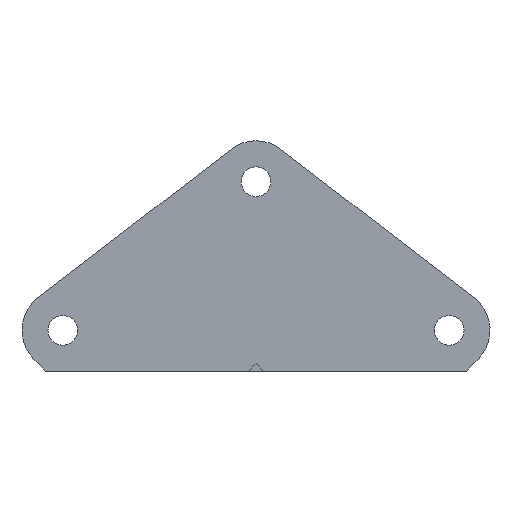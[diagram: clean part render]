
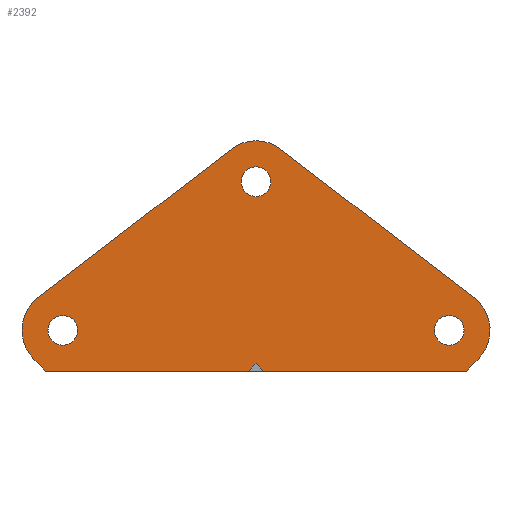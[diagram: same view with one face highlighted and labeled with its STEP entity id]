
A CAD part, left-side view. The second image highlights one B-rep face of the part: STEP entity #2392.
In plain terms, the highlighted planar face has unit normal (-1, 0, 0).
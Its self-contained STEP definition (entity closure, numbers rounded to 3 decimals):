
#1001=AXIS2_PLACEMENT_3D('Circle Axis2P3D',#999,#1000,$) ;
#1049=AXIS2_PLACEMENT_3D('Circle Axis2P3D',#1047,#1048,$) ;
#1097=AXIS2_PLACEMENT_3D('Circle Axis2P3D',#1095,#1096,$) ;
#1584=AXIS2_PLACEMENT_3D('Circle Axis2P3D',#1582,#1583,$) ;
#1608=AXIS2_PLACEMENT_3D('Circle Axis2P3D',#1606,#1607,$) ;
#1641=AXIS2_PLACEMENT_3D('Circle Axis2P3D',#1639,#1640,$) ;
#1665=AXIS2_PLACEMENT_3D('Circle Axis2P3D',#1663,#1664,$) ;
#1698=AXIS2_PLACEMENT_3D('Circle Axis2P3D',#1696,#1697,$) ;
#1722=AXIS2_PLACEMENT_3D('Circle Axis2P3D',#1720,#1721,$) ;
#2353=AXIS2_PLACEMENT_3D('Plane Axis2P3D',#2350,#2351,#2352) ;
#770=CARTESIAN_POINT('Vertex',(0.,-29.889,1.611)) ;
#773=CARTESIAN_POINT('Line Origine',(0.,-29.084,0.805)) ;
#777=CARTESIAN_POINT('Vertex',(0.,-28.278,0.)) ;
#801=CARTESIAN_POINT('Vertex',(0.,28.278,0.)) ;
#804=CARTESIAN_POINT('Line Origine',(0.,29.084,0.805)) ;
#808=CARTESIAN_POINT('Vertex',(0.,29.889,1.611)) ;
#999=CARTESIAN_POINT('Axis2P3D Location',(0.,26.,5.5)) ;
#1003=CARTESIAN_POINT('Vertex',(0.,29.353,9.859)) ;
#1023=CARTESIAN_POINT('Line Origine',(0.,16.353,19.859)) ;
#1027=CARTESIAN_POINT('Vertex',(0.,3.353,29.859)) ;
#1047=CARTESIAN_POINT('Axis2P3D Location',(0.,0.,25.5)) ;
#1051=CARTESIAN_POINT('Vertex',(0.,-3.353,29.859)) ;
#1071=CARTESIAN_POINT('Line Origine',(0.,-16.353,19.859)) ;
#1075=CARTESIAN_POINT('Vertex',(0.,-29.353,9.859)) ;
#1095=CARTESIAN_POINT('Axis2P3D Location',(0.,-26.,5.5)) ;
#1579=CARTESIAN_POINT('Vertex',(0.,0.,23.5)) ;
#1582=CARTESIAN_POINT('Axis2P3D Location',(0.,0.,25.5)) ;
#1586=CARTESIAN_POINT('Vertex',(0.,0.,27.5)) ;
#1606=CARTESIAN_POINT('Axis2P3D Location',(0.,0.,25.5)) ;
#1636=CARTESIAN_POINT('Vertex',(0.,26.,7.5)) ;
#1639=CARTESIAN_POINT('Axis2P3D Location',(0.,26.,5.5)) ;
#1643=CARTESIAN_POINT('Vertex',(0.,26.,3.5)) ;
#1663=CARTESIAN_POINT('Axis2P3D Location',(0.,26.,5.5)) ;
#1693=CARTESIAN_POINT('Vertex',(0.,-26.,7.5)) ;
#1696=CARTESIAN_POINT('Axis2P3D Location',(0.,-26.,5.5)) ;
#1700=CARTESIAN_POINT('Vertex',(0.,-26.,3.5)) ;
#1720=CARTESIAN_POINT('Axis2P3D Location',(0.,-26.,5.5)) ;
#2282=CARTESIAN_POINT('Line Origine',(0.,14.639,0.)) ;
#2286=CARTESIAN_POINT('Vertex',(0.,1.,0.)) ;
#2289=CARTESIAN_POINT('Line Origine',(0.,-14.639,0.)) ;
#2293=CARTESIAN_POINT('Vertex',(0.,-1.,0.)) ;
#2350=CARTESIAN_POINT('Axis2P3D Location',(0.,21.5,0.)) ;
#2355=CARTESIAN_POINT('Line Origine',(0.,0.5,0.5)) ;
#2359=CARTESIAN_POINT('Vertex',(0.,0.,1.)) ;
#2362=CARTESIAN_POINT('Line Origine',(0.,-0.5,0.5)) ;
#774=DIRECTION('Vector Direction',(0.,0.707,-0.707)) ;
#805=DIRECTION('Vector Direction',(0.,-0.707,-0.707)) ;
#1000=DIRECTION('Axis2P3D Direction',(1.,-0.,0.)) ;
#1024=DIRECTION('Vector Direction',(0.,-0.793,0.61)) ;
#1048=DIRECTION('Axis2P3D Direction',(1.,-0.,0.)) ;
#1072=DIRECTION('Vector Direction',(0.,0.793,0.61)) ;
#1096=DIRECTION('Axis2P3D Direction',(1.,-0.,0.)) ;
#1583=DIRECTION('Axis2P3D Direction',(1.,-0.,0.)) ;
#1607=DIRECTION('Axis2P3D Direction',(1.,-0.,0.)) ;
#1640=DIRECTION('Axis2P3D Direction',(1.,-0.,0.)) ;
#1664=DIRECTION('Axis2P3D Direction',(1.,-0.,0.)) ;
#1697=DIRECTION('Axis2P3D Direction',(1.,-0.,0.)) ;
#1721=DIRECTION('Axis2P3D Direction',(1.,-0.,0.)) ;
#2283=DIRECTION('Vector Direction',(0.,1.,0.)) ;
#2290=DIRECTION('Vector Direction',(0.,1.,0.)) ;
#2351=DIRECTION('Axis2P3D Direction',(-1.,-0.,0.)) ;
#2352=DIRECTION('Axis2P3D XDirection',(0.,-1.,0.)) ;
#2356=DIRECTION('Vector Direction',(0.,-0.707,0.707)) ;
#2363=DIRECTION('Vector Direction',(0.,0.707,0.707)) ;
#775=VECTOR('Line Direction',#774,1.) ;
#806=VECTOR('Line Direction',#805,1.) ;
#1025=VECTOR('Line Direction',#1024,1.) ;
#1073=VECTOR('Line Direction',#1072,1.) ;
#2284=VECTOR('Line Direction',#2283,1.) ;
#2291=VECTOR('Line Direction',#2290,1.) ;
#2357=VECTOR('Line Direction',#2356,1.) ;
#2364=VECTOR('Line Direction',#2363,1.) ;
#2368=ORIENTED_EDGE('',*,*,#2295,.F.) ;
#2369=ORIENTED_EDGE('',*,*,#779,.F.) ;
#2370=ORIENTED_EDGE('',*,*,#1099,.F.) ;
#2371=ORIENTED_EDGE('',*,*,#1077,.F.) ;
#2372=ORIENTED_EDGE('',*,*,#1053,.F.) ;
#2373=ORIENTED_EDGE('',*,*,#1029,.F.) ;
#2374=ORIENTED_EDGE('',*,*,#1005,.F.) ;
#2375=ORIENTED_EDGE('',*,*,#810,.F.) ;
#2376=ORIENTED_EDGE('',*,*,#2288,.F.) ;
#2377=ORIENTED_EDGE('',*,*,#2361,.T.) ;
#2378=ORIENTED_EDGE('',*,*,#2366,.T.) ;
#2381=ORIENTED_EDGE('',*,*,#1588,.T.) ;
#2382=ORIENTED_EDGE('',*,*,#1610,.T.) ;
#2385=ORIENTED_EDGE('',*,*,#1645,.T.) ;
#2386=ORIENTED_EDGE('',*,*,#1667,.T.) ;
#2389=ORIENTED_EDGE('',*,*,#1702,.T.) ;
#2390=ORIENTED_EDGE('',*,*,#1724,.T.) ;
#2383=FACE_BOUND('',#2380,.T.) ;
#2387=FACE_BOUND('',#2384,.T.) ;
#2391=FACE_BOUND('',#2388,.T.) ;
#2392=ADVANCED_FACE('PartBody',(#2379,#2383,#2387,#2391),#2354,.T.) ;
#1002=CIRCLE('generated circle',#1001,5.5) ;
#1050=CIRCLE('generated circle',#1049,5.5) ;
#1098=CIRCLE('generated circle',#1097,5.5) ;
#1585=CIRCLE('generated circle',#1584,2.) ;
#1609=CIRCLE('generated circle',#1608,2.) ;
#1642=CIRCLE('generated circle',#1641,2.) ;
#1666=CIRCLE('generated circle',#1665,2.) ;
#1699=CIRCLE('generated circle',#1698,2.) ;
#1723=CIRCLE('generated circle',#1722,2.) ;
#779=EDGE_CURVE('',#771,#778,#776,.T.) ;
#810=EDGE_CURVE('',#802,#809,#807,.F.) ;
#1005=EDGE_CURVE('',#809,#1004,#1002,.T.) ;
#1029=EDGE_CURVE('',#1004,#1028,#1026,.T.) ;
#1053=EDGE_CURVE('',#1028,#1052,#1050,.T.) ;
#1077=EDGE_CURVE('',#1052,#1076,#1074,.F.) ;
#1099=EDGE_CURVE('',#1076,#771,#1098,.T.) ;
#1588=EDGE_CURVE('',#1587,#1580,#1585,.T.) ;
#1610=EDGE_CURVE('',#1580,#1587,#1609,.T.) ;
#1645=EDGE_CURVE('',#1644,#1637,#1642,.T.) ;
#1667=EDGE_CURVE('',#1637,#1644,#1666,.T.) ;
#1702=EDGE_CURVE('',#1701,#1694,#1699,.T.) ;
#1724=EDGE_CURVE('',#1694,#1701,#1723,.T.) ;
#2288=EDGE_CURVE('',#2287,#802,#2285,.T.) ;
#2295=EDGE_CURVE('',#778,#2294,#2292,.T.) ;
#2361=EDGE_CURVE('',#2287,#2360,#2358,.T.) ;
#2366=EDGE_CURVE('',#2360,#2294,#2365,.F.) ;
#2367=EDGE_LOOP('',(#2368,#2369,#2370,#2371,#2372,#2373,#2374,#2375,#2376,#2377,#2378)) ;
#2380=EDGE_LOOP('',(#2381,#2382)) ;
#2384=EDGE_LOOP('',(#2385,#2386)) ;
#2388=EDGE_LOOP('',(#2389,#2390)) ;
#2379=FACE_OUTER_BOUND('',#2367,.T.) ;
#776=LINE('Line',#773,#775) ;
#807=LINE('Line',#804,#806) ;
#1026=LINE('Line',#1023,#1025) ;
#1074=LINE('Line',#1071,#1073) ;
#2285=LINE('Line',#2282,#2284) ;
#2292=LINE('Line',#2289,#2291) ;
#2358=LINE('Line',#2355,#2357) ;
#2365=LINE('Line',#2362,#2364) ;
#2354=PLANE('',#2353) ;
#771=VERTEX_POINT('',#770) ;
#778=VERTEX_POINT('',#777) ;
#802=VERTEX_POINT('',#801) ;
#809=VERTEX_POINT('',#808) ;
#1004=VERTEX_POINT('',#1003) ;
#1028=VERTEX_POINT('',#1027) ;
#1052=VERTEX_POINT('',#1051) ;
#1076=VERTEX_POINT('',#1075) ;
#1580=VERTEX_POINT('',#1579) ;
#1587=VERTEX_POINT('',#1586) ;
#1637=VERTEX_POINT('',#1636) ;
#1644=VERTEX_POINT('',#1643) ;
#1694=VERTEX_POINT('',#1693) ;
#1701=VERTEX_POINT('',#1700) ;
#2287=VERTEX_POINT('',#2286) ;
#2294=VERTEX_POINT('',#2293) ;
#2360=VERTEX_POINT('',#2359) ;
